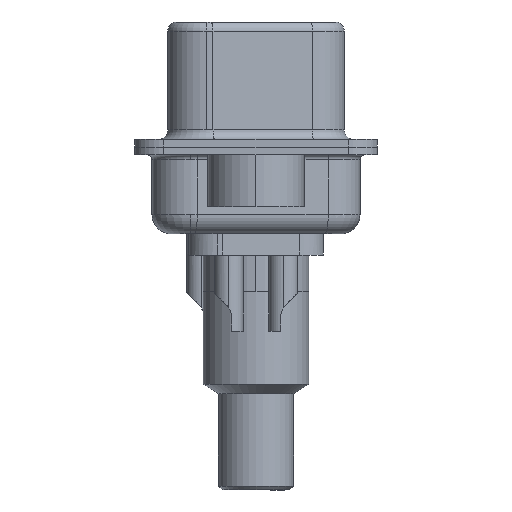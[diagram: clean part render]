
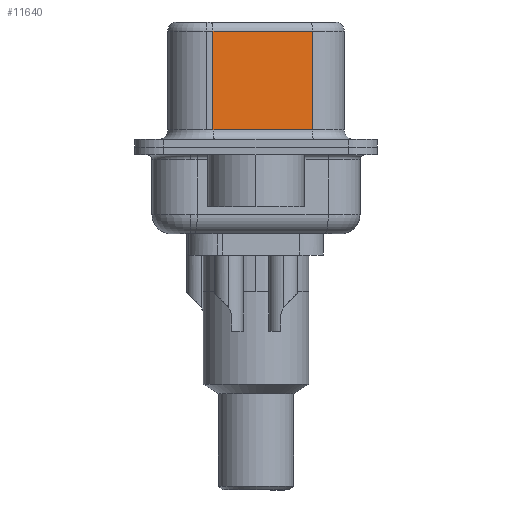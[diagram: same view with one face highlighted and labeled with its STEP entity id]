
A CAD part, left-side view. The second image highlights one B-rep face of the part: STEP entity #11640.
In plain terms, the highlighted planar face has unit normal (-0.985, -0.174, 0).
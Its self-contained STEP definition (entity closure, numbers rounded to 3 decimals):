
#2826 = LINE ( 'NONE', #6211, #15391 ) ;
#3338 = EDGE_LOOP ( 'NONE', ( #24238, #18312, #4891, #13342 ) ) ;
#4886 = LINE ( 'NONE', #6179, #24525 ) ;
#4891 = ORIENTED_EDGE ( 'NONE', *, *, #19510, .T. ) ;
#5138 = VERTEX_POINT ( 'NONE', #9414 ) ;
#5551 = AXIS2_PLACEMENT_3D ( 'NONE', #6058, #10268, #8288 ) ;
#5557 = VERTEX_POINT ( 'NONE', #23964 ) ;
#6058 = CARTESIAN_POINT ( 'NONE',  ( 4.585, -2.927, 6.52 ) ) ;
#6179 = CARTESIAN_POINT ( 'NONE',  ( 4.585, -2.927, 6.02 ) ) ;
#6211 = CARTESIAN_POINT ( 'NONE',  ( 3.675, 2.233, 6.52 ) ) ;
#6562 = CARTESIAN_POINT ( 'NONE',  ( 3.675, 2.233, 6.02 ) ) ;
#8288 = DIRECTION ( 'NONE',  ( -0.174, 0.985, 0. ) ) ;
#9414 = CARTESIAN_POINT ( 'NONE',  ( 4.585, -2.927, 6.02 ) ) ;
#9467 = LINE ( 'NONE', #21466, #10756 ) ;
#10268 = DIRECTION ( 'NONE',  ( 0.985, 0.174, 0. ) ) ;
#10756 = VECTOR ( 'NONE', #21286, 1000. ) ;
#11537 = DIRECTION ( 'NONE',  ( 0.174, -0.985, 0. ) ) ;
#11640 = ADVANCED_FACE ( 'NONE', ( #19104 ), #20632, .F. ) ;
#13342 = ORIENTED_EDGE ( 'NONE', *, *, #17068, .T. ) ;
#14085 = VERTEX_POINT ( 'NONE', #20613 ) ;
#15391 = VECTOR ( 'NONE', #24987, 1000. ) ;
#15554 = VERTEX_POINT ( 'NONE', #6562 ) ;
#15961 = CARTESIAN_POINT ( 'NONE',  ( 4.585, -2.927, 0.9 ) ) ;
#16357 = DIRECTION ( 'NONE',  ( -0.174, 0.985, 0. ) ) ;
#17068 = EDGE_CURVE ( 'NONE', #14085, #5557, #24622, .T. ) ;
#18312 = ORIENTED_EDGE ( 'NONE', *, *, #24161, .T. ) ;
#19104 = FACE_OUTER_BOUND ( 'NONE', #3338, .T. ) ;
#19510 = EDGE_CURVE ( 'NONE', #15554, #14085, #2826, .T. ) ;
#20613 = CARTESIAN_POINT ( 'NONE',  ( 3.675, 2.233, 0.9 ) ) ;
#20632 = PLANE ( 'NONE',  #5551 ) ;
#21113 = VECTOR ( 'NONE', #11537, 1000. ) ;
#21286 = DIRECTION ( 'NONE',  ( 0., 0., -1. ) ) ;
#21466 = CARTESIAN_POINT ( 'NONE',  ( 4.585, -2.927, 6.52 ) ) ;
#22639 = EDGE_CURVE ( 'NONE', #5138, #5557, #9467, .T. ) ;
#23964 = CARTESIAN_POINT ( 'NONE',  ( 4.585, -2.927, 0.9 ) ) ;
#24161 = EDGE_CURVE ( 'NONE', #5138, #15554, #4886, .T. ) ;
#24238 = ORIENTED_EDGE ( 'NONE', *, *, #22639, .F. ) ;
#24525 = VECTOR ( 'NONE', #16357, 1000. ) ;
#24622 = LINE ( 'NONE', #15961, #21113 ) ;
#24987 = DIRECTION ( 'NONE',  ( 0., 0., -1. ) ) ;
